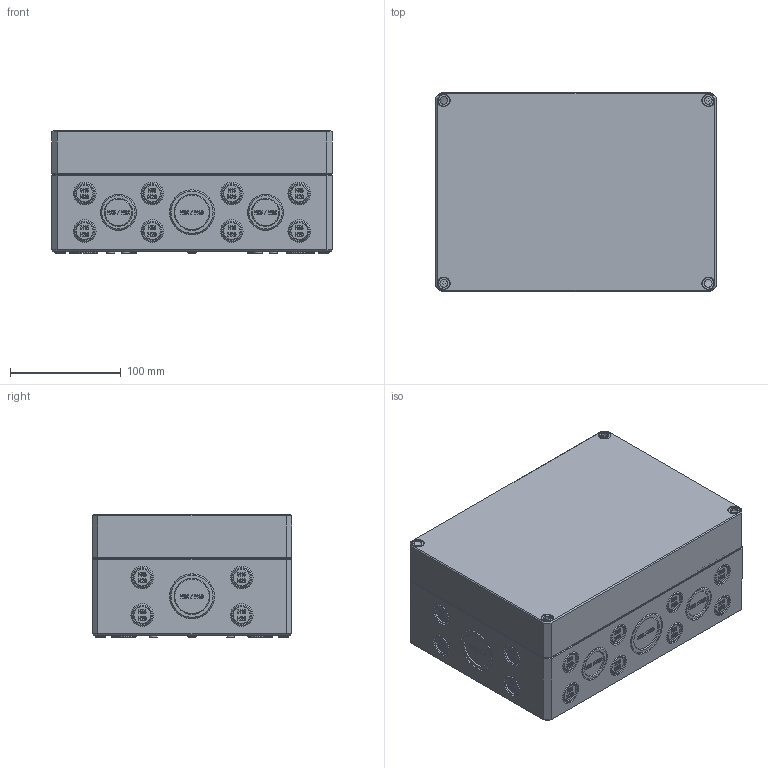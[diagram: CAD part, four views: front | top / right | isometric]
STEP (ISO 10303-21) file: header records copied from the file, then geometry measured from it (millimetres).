
FILE_DESCRIPTION(/* description */ (''),/* implementation_level */ '2;1');
FILE_NAME(/* name */ '0908105810 MBI-PC BK 251811 MK.stp',/* time_stamp */ '2023-11-03T11:40:03+01:00',/* author */ ('alexander.rose'),/* organization */ (''),/* preprocessor_version */ 'ST-DEVELOPER v18.1',/* originating_system */ 'Autodesk Inventor 2022',/* authorisation */ '');
FILE_SCHEMA (('AUTOMOTIVE_DESIGN { 1 0 10303 214 3 1 1 }'));
Products named in the file (5): 0908105810 MBI-PC BK 251811 MK; 0906105892-UT BK_251872 - M; 0903105811-OT_251839 Klar; Schraube _ M10 x 58 _ MBI - BK; Dichtung_2518xx
Assembly tree (7 placements, depth 2):
  0908105810 MBI-PC BK 251811 MK
    0906105892-UT BK_251872 - M
    0903105811-OT_251839 Klar
    Schraube _ M10 x 58 _ MBI - BK  x4
    Dichtung_2518xx
Bounding box: 254 x 180.5 x 110.7 mm (x, y, z)
Volume: 624138.4 mm3; surface area: 418897.9 mm2
Topology: 7 solids, 7 shells, 6581 faces, 17106 edges, 11080 vertices
Faces by surface type: bspline 2810, plane 2580, cylinder 426, torus 380, cone 369, sphere 16
Full cylindrical faces by diameter (mm): 4.5 x4, 5 x4, 5.8 x8, 6 x1, 7 x4, 8.376 x4, 10 x1, 10.5 x4
Entity records: 202714 total; most frequent: CARTESIAN_POINT 66353, ORIENTED_EDGE 32752, DIRECTION 19653, EDGE_CURVE 16376, VERTEX_POINT 10606, LINE 8697, VECTOR 8697, EDGE_LOOP 6842
